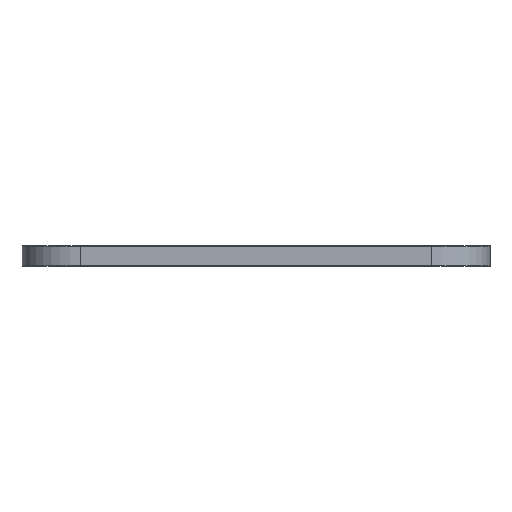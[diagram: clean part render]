
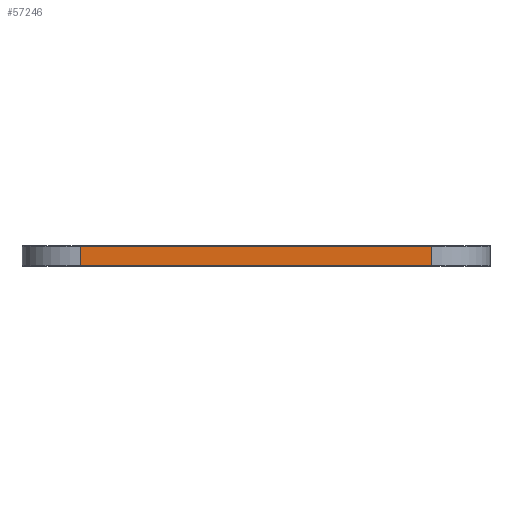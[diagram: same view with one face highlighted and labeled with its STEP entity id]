
A CAD part, left-side view. The second image highlights one B-rep face of the part: STEP entity #57246.
In plain terms, the highlighted planar face has unit normal (-1, 0, 0).
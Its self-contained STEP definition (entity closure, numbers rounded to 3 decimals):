
#56493 = VERTEX_POINT('',#56494);
#56494 = CARTESIAN_POINT('',(-35.75,21.,0.));
#56501 = EDGE_CURVE('',#56502,#56493,#56504,.T.);
#56502 = VERTEX_POINT('',#56503);
#56503 = CARTESIAN_POINT('',(-35.75,3.,0.));
#56504 = LINE('',#56505,#56506);
#56505 = CARTESIAN_POINT('',(-35.75,3.,0.));
#56506 = VECTOR('',#56507,1.);
#56507 = DIRECTION('',(0.,1.,0.));
#56843 = VERTEX_POINT('',#56844);
#56844 = CARTESIAN_POINT('',(-35.75,21.,1.));
#56851 = EDGE_CURVE('',#56852,#56843,#56854,.T.);
#56852 = VERTEX_POINT('',#56853);
#56853 = CARTESIAN_POINT('',(-35.75,3.,1.));
#56854 = LINE('',#56855,#56856);
#56855 = CARTESIAN_POINT('',(-35.75,3.,1.));
#56856 = VECTOR('',#56857,1.);
#56857 = DIRECTION('',(0.,1.,0.));
#57216 = EDGE_CURVE('',#56493,#56843,#57217,.T.);
#57217 = LINE('',#57218,#57219);
#57218 = CARTESIAN_POINT('',(-35.75,21.,0.));
#57219 = VECTOR('',#57220,1.);
#57220 = DIRECTION('',(0.,0.,1.));
#57246 = ADVANCED_FACE('',(#57247),#57258,.T.);
#57247 = FACE_BOUND('',#57248,.T.);
#57248 = EDGE_LOOP('',(#57249,#57255,#57256,#57257));
#57249 = ORIENTED_EDGE('',*,*,#57250,.T.);
#57250 = EDGE_CURVE('',#56502,#56852,#57251,.T.);
#57251 = LINE('',#57252,#57253);
#57252 = CARTESIAN_POINT('',(-35.75,3.,0.));
#57253 = VECTOR('',#57254,1.);
#57254 = DIRECTION('',(0.,0.,1.));
#57255 = ORIENTED_EDGE('',*,*,#56851,.T.);
#57256 = ORIENTED_EDGE('',*,*,#57216,.F.);
#57257 = ORIENTED_EDGE('',*,*,#56501,.F.);
#57258 = PLANE('',#57259);
#57259 = AXIS2_PLACEMENT_3D('',#57260,#57261,#57262);
#57260 = CARTESIAN_POINT('',(-35.75,3.,0.));
#57261 = DIRECTION('',(-1.,0.,0.));
#57262 = DIRECTION('',(0.,1.,0.));
